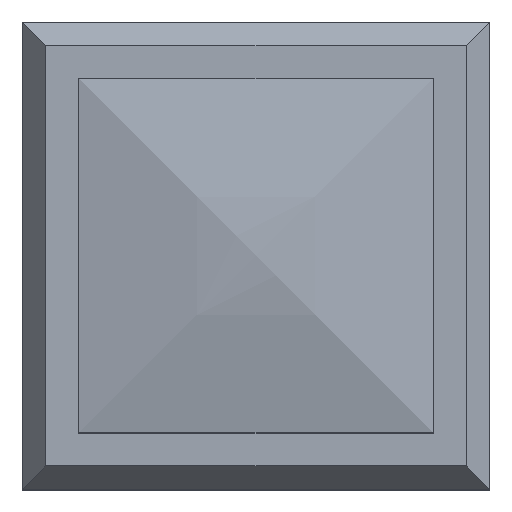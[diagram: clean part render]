
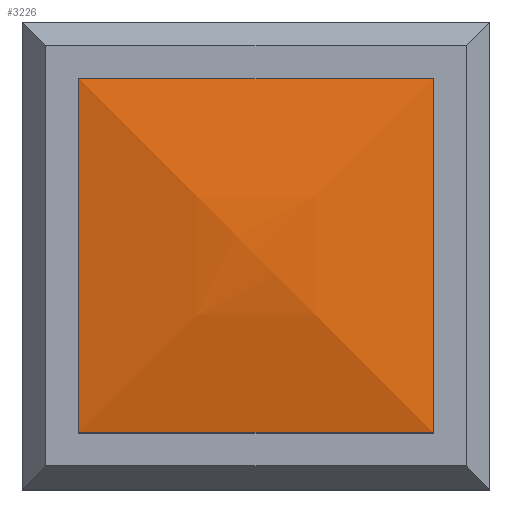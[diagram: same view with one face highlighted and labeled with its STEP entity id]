
A CAD part, top view. The second image highlights one B-rep face of the part: STEP entity #3226.
In plain terms, the highlighted free-form (B-spline) face has degree [3, 3] with [4, 4] control points.
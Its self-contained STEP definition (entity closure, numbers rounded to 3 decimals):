
#88 = DIRECTION ( 'NONE',  ( 0., 0., 1. ) ) ;
#324 = CARTESIAN_POINT ( 'NONE',  ( 12.5, 10.5, -4.167 ) ) ;
#494 = VECTOR ( 'NONE', #88, 1000. ) ;
#709 = CARTESIAN_POINT ( 'NONE',  ( 12.5, 10.5, -12.5 ) ) ;
#736 = EDGE_CURVE ( 'NONE', #4936, #4179, #2317, .T. ) ;
#842 = CARTESIAN_POINT ( 'NONE',  ( -4.167, 14.056, 4.167 ) ) ;
#975 = ORIENTED_EDGE ( 'NONE', *, *, #2272, .T. ) ;
#1068 = VERTEX_POINT ( 'NONE', #2728 ) ;
#1372 = ORIENTED_EDGE ( 'NONE', *, *, #1881, .T. ) ;
#1416 = CARTESIAN_POINT ( 'NONE',  ( -12.5, 10.5, -12.5 ) ) ;
#1490 = VECTOR ( 'NONE', #5665, 1000. ) ;
#1680 = CARTESIAN_POINT ( 'NONE',  ( 12.5, 10.5, 12.5 ) ) ;
#1714 = CARTESIAN_POINT ( 'NONE',  ( -4.167, 10.5, 12.5 ) ) ;
#1769 = CARTESIAN_POINT ( 'NONE',  ( -12.5, 10.5, -4.167 ) ) ;
#1881 = EDGE_CURVE ( 'NONE', #4179, #2680, #3287, .T. ) ;
#1924 = CARTESIAN_POINT ( 'NONE',  ( 12.5, 10.5, -12.5 ) ) ;
#1972 = VECTOR ( 'NONE', #5149, 1000. ) ;
#2061 = ORIENTED_EDGE ( 'NONE', *, *, #736, .T. ) ;
#2141 = CARTESIAN_POINT ( 'NONE',  ( -12.5, 10.5, 12.5 ) ) ;
#2198 = FACE_OUTER_BOUND ( 'NONE', #5816, .T. ) ;
#2224 = CARTESIAN_POINT ( 'NONE',  ( 12.5, 10.5, 4.167 ) ) ;
#2258 = CARTESIAN_POINT ( 'NONE',  ( 4.167, 14.056, 4.167 ) ) ;
#2272 = EDGE_CURVE ( 'NONE', #2680, #1068, #4188, .T. ) ;
#2317 = LINE ( 'NONE', #6077, #1972 ) ;
#2680 = VERTEX_POINT ( 'NONE', #4180 ) ;
#2728 = CARTESIAN_POINT ( 'NONE',  ( 12.5, 10.5, 12.5 ) ) ;
#3226 = ADVANCED_FACE ( 'NONE', ( #2198 ), #4064, .F. ) ;
#3287 = LINE ( 'NONE', #3382, #494 ) ;
#3331 = EDGE_CURVE ( 'NONE', #1068, #4936, #4742, .T. ) ;
#3382 = CARTESIAN_POINT ( 'NONE',  ( -12.5, 10.5, -12.5 ) ) ;
#3617 = CARTESIAN_POINT ( 'NONE',  ( -4.167, 10.5, -12.5 ) ) ;
#3694 = CARTESIAN_POINT ( 'NONE',  ( -12.5, 10.5, 12.5 ) ) ;
#3794 = ORIENTED_EDGE ( 'NONE', *, *, #3331, .T. ) ;
#4064 = B_SPLINE_SURFACE_WITH_KNOTS ( 'NONE', 3, 3, ( 
 ( #4112, #4476, #3617, #4998 ),
 ( #324, #5550, #5890, #1769 ),
 ( #2224, #2258, #842, #4509 ),
 ( #1680, #4086, #1714, #2141 ) ),
 .UNSPECIFIED., .F., .F., .F.,
 ( 4, 4 ),
 ( 4, 4 ),
 ( 0., 1. ),
 ( 0., 1. ),
 .UNSPECIFIED. ) ;
#4086 = CARTESIAN_POINT ( 'NONE',  ( 4.167, 10.5, 12.5 ) ) ;
#4112 = CARTESIAN_POINT ( 'NONE',  ( 12.5, 10.5, -12.5 ) ) ;
#4139 = VECTOR ( 'NONE', #5563, 1000. ) ;
#4179 = VERTEX_POINT ( 'NONE', #1416 ) ;
#4180 = CARTESIAN_POINT ( 'NONE',  ( -12.5, 10.5, 12.5 ) ) ;
#4188 = LINE ( 'NONE', #3694, #4139 ) ;
#4476 = CARTESIAN_POINT ( 'NONE',  ( 4.167, 10.5, -12.5 ) ) ;
#4509 = CARTESIAN_POINT ( 'NONE',  ( -12.5, 10.5, 4.167 ) ) ;
#4742 = LINE ( 'NONE', #1924, #1490 ) ;
#4936 = VERTEX_POINT ( 'NONE', #709 ) ;
#4998 = CARTESIAN_POINT ( 'NONE',  ( -12.5, 10.5, -12.5 ) ) ;
#5149 = DIRECTION ( 'NONE',  ( -1., 0., 0. ) ) ;
#5550 = CARTESIAN_POINT ( 'NONE',  ( 4.167, 14.056, -4.167 ) ) ;
#5563 = DIRECTION ( 'NONE',  ( 1., 0., 0. ) ) ;
#5665 = DIRECTION ( 'NONE',  ( 0., 0., -1. ) ) ;
#5816 = EDGE_LOOP ( 'NONE', ( #3794, #2061, #1372, #975 ) ) ;
#5890 = CARTESIAN_POINT ( 'NONE',  ( -4.167, 14.056, -4.167 ) ) ;
#6077 = CARTESIAN_POINT ( 'NONE',  ( -12.5, 10.5, -12.5 ) ) ;
